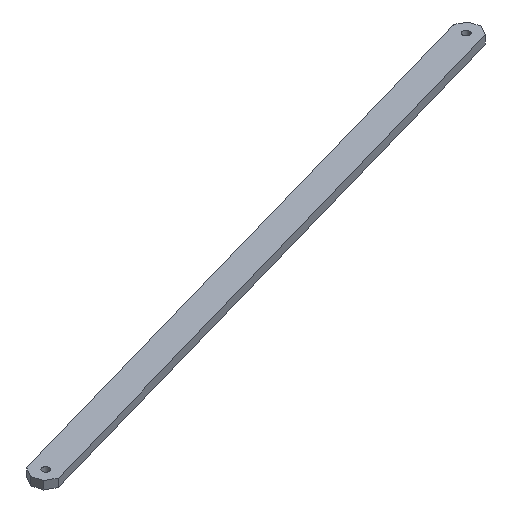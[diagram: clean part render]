
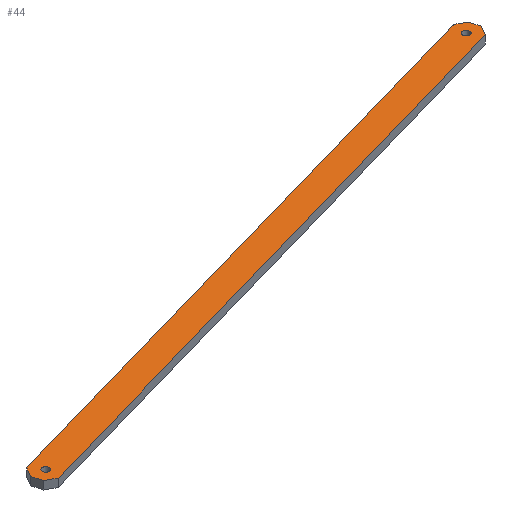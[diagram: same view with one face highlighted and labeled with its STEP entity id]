
A CAD part, isometric view. The second image highlights one B-rep face of the part: STEP entity #44.
In plain terms, the highlighted planar face has unit normal (0, 0, 1).
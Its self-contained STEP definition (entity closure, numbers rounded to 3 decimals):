
#44=ADVANCED_FACE('',(#89,#90,#91),#92,.F.);
#89=FACE_BOUND('',#138,.T.);
#90=FACE_OUTER_BOUND('',#139,.T.);
#91=FACE_BOUND('',#140,.T.);
#92=PLANE('',#141);
#138=EDGE_LOOP('',(#201));
#139=EDGE_LOOP('',(#202,#203,#204,#205,#206,#207,#208,#209));
#140=EDGE_LOOP('',(#210));
#141=AXIS2_PLACEMENT_3D('',#211,#212,#213);
#201=ORIENTED_EDGE('',*,*,#292,.T.);
#202=ORIENTED_EDGE('',*,*,#289,.F.);
#203=ORIENTED_EDGE('',*,*,#273,.T.);
#204=ORIENTED_EDGE('',*,*,#293,.F.);
#205=ORIENTED_EDGE('',*,*,#283,.T.);
#206=ORIENTED_EDGE('',*,*,#294,.F.);
#207=ORIENTED_EDGE('',*,*,#278,.T.);
#208=ORIENTED_EDGE('',*,*,#295,.F.);
#209=ORIENTED_EDGE('',*,*,#296,.T.);
#210=ORIENTED_EDGE('',*,*,#297,.T.);
#211=CARTESIAN_POINT('',(-152.142,-73.149,66.));
#212=DIRECTION('',(0.0,0.0,-1.0));
#213=DIRECTION('',(-0.274,0.962,0.0));
#273=EDGE_CURVE('',#313,#314,#315,.F.);
#278=EDGE_CURVE('',#322,#323,#324,.F.);
#283=EDGE_CURVE('',#331,#332,#333,.F.);
#289=EDGE_CURVE('',#313,#342,#343,.T.);
#292=EDGE_CURVE('',#346,#346,#347,.T.);
#293=EDGE_CURVE('',#331,#314,#348,.T.);
#294=EDGE_CURVE('',#322,#332,#349,.T.);
#295=EDGE_CURVE('',#350,#323,#351,.T.);
#296=EDGE_CURVE('',#350,#342,#352,.F.);
#297=EDGE_CURVE('',#353,#353,#354,.T.);
#313=VERTEX_POINT('',#373);
#314=VERTEX_POINT('',#374);
#315=LINE('',#375,#376);
#322=VERTEX_POINT('',#386);
#323=VERTEX_POINT('',#387);
#324=LINE('',#388,#389);
#331=VERTEX_POINT('',#399);
#332=VERTEX_POINT('',#400);
#333=LINE('',#401,#402);
#342=VERTEX_POINT('',#415);
#343=LINE('',#416,#417);
#346=VERTEX_POINT('',#421);
#347=CIRCLE('',#422,3.375);
#348=LINE('',#423,#424);
#349=LINE('',#425,#426);
#350=VERTEX_POINT('',#427);
#351=LINE('',#428,#429);
#352=LINE('',#430,#431);
#353=VERTEX_POINT('',#432);
#354=CIRCLE('',#433,3.375);
#373=CARTESIAN_POINT('',(447.344,89.978,66.));
#374=CARTESIAN_POINT('',(438.075,95.134,66.));
#375=CARTESIAN_POINT('',(438.075,95.134,66.));
#376=VECTOR('',#456,1.0);
#386=CARTESIAN_POINT('',(-147.344,-89.978,66.));
#387=CARTESIAN_POINT('',(-138.075,-95.134,66.));
#388=CARTESIAN_POINT('',(-138.075,-95.134,66.));
#389=VECTOR('',#460,1.0);
#399=CARTESIAN_POINT('',(-144.929,-71.092,66.));
#400=CARTESIAN_POINT('',(-150.085,-80.361,66.));
#401=CARTESIAN_POINT('',(-150.085,-80.361,66.));
#402=VECTOR('',#464,1.0);
#415=CARTESIAN_POINT('',(450.085,80.361,66.));
#416=CARTESIAN_POINT('',(445.287,97.191,66.));
#417=VECTOR('',#469,1.0);
#421=CARTESIAN_POINT('',(433.319,81.742,66.));
#422=AXIS2_PLACEMENT_3D('',#471,#472,#473);
#423=CARTESIAN_POINT('',(-152.142,-73.149,66.));
#424=VECTOR('',#474,1.0);
#425=CARTESIAN_POINT('',(-145.287,-97.191,66.));
#426=VECTOR('',#475,1.0);
#427=CARTESIAN_POINT('',(444.929,71.092,66.));
#428=CARTESIAN_POINT('',(452.142,73.149,66.));
#429=VECTOR('',#476,1.0);
#430=CARTESIAN_POINT('',(450.085,80.361,66.));
#431=VECTOR('',#477,1.0);
#432=CARTESIAN_POINT('',(-133.319,-81.742,66.));
#433=AXIS2_PLACEMENT_3D('',#478,#479,#480);
#456=DIRECTION('',(0.874,-0.486,0.0));
#460=DIRECTION('',(-0.874,0.486,0.0));
#464=DIRECTION('',(0.486,0.874,0.0));
#469=DIRECTION('',(0.274,-0.962,0.0));
#471=CARTESIAN_POINT('',(436.694,81.742,66.));
#472=DIRECTION('',(0.0,0.0,-1.0));
#473=DIRECTION('',(-1.0,0.0,0.0));
#474=DIRECTION('',(0.962,0.274,0.0));
#475=DIRECTION('',(-0.274,0.962,0.0));
#476=DIRECTION('',(-0.962,-0.274,0.0));
#477=DIRECTION('',(-0.486,-0.874,0.0));
#478=CARTESIAN_POINT('',(-136.694,-81.742,66.));
#479=DIRECTION('',(0.0,0.0,-1.0));
#480=DIRECTION('',(1.0,0.,0.0));
